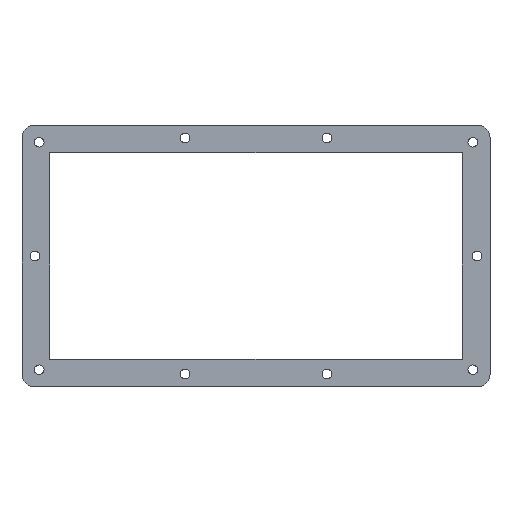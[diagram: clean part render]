
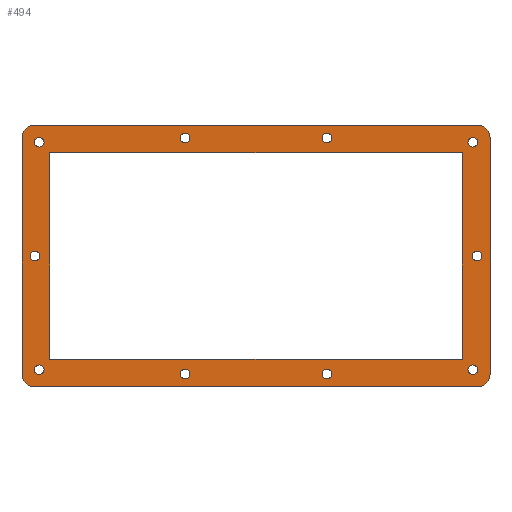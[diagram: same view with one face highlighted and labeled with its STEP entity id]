
A CAD part, top view. The second image highlights one B-rep face of the part: STEP entity #494.
In plain terms, the highlighted planar face has unit normal (0, 0, 1).
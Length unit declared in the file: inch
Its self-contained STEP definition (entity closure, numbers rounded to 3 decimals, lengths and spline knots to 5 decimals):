
#22=LINE('',#762,#50);
#25=LINE('',#767,#53);
#27=LINE('',#772,#55);
#31=LINE('',#781,#59);
#34=LINE('',#789,#62);
#37=LINE('',#797,#65);
#39=LINE('',#803,#67);
#41=LINE('',#806,#69);
#50=VECTOR('',#631,6.);
#53=VECTOR('',#636,12.);
#55=VECTOR('',#640,12.875);
#59=VECTOR('',#650,6.875);
#62=VECTOR('',#659,12.875);
#65=VECTOR('',#668,6.875);
#67=VECTOR('',#676,6.);
#69=VECTOR('',#680,12.);
#79=PLANE('',#548);
#101=FACE_BOUND('',#181,.T.);
#102=FACE_BOUND('',#182,.T.);
#103=FACE_BOUND('',#183,.T.);
#104=FACE_BOUND('',#184,.T.);
#105=FACE_BOUND('',#185,.T.);
#106=FACE_BOUND('',#186,.T.);
#107=FACE_BOUND('',#187,.T.);
#108=FACE_BOUND('',#188,.T.);
#109=FACE_BOUND('',#189,.T.);
#110=FACE_BOUND('',#190,.T.);
#111=FACE_BOUND('',#191,.T.);
#135=FACE_OUTER_BOUND('',#180,.T.);
#180=EDGE_LOOP('',(#410,#411,#412,#413,#414,#415,#416,#417));
#181=EDGE_LOOP('',(#418));
#182=EDGE_LOOP('',(#419));
#183=EDGE_LOOP('',(#420));
#184=EDGE_LOOP('',(#421));
#185=EDGE_LOOP('',(#422));
#186=EDGE_LOOP('',(#423));
#187=EDGE_LOOP('',(#424,#425,#426,#427));
#188=EDGE_LOOP('',(#428));
#189=EDGE_LOOP('',(#429));
#190=EDGE_LOOP('',(#430));
#191=EDGE_LOOP('',(#431));
#193=CIRCLE('',#499,0.14063);
#195=CIRCLE('',#502,0.14063);
#197=CIRCLE('',#505,0.14063);
#199=CIRCLE('',#508,0.14063);
#201=CIRCLE('',#511,0.14063);
#203=CIRCLE('',#514,0.14063);
#212=CIRCLE('',#525,0.14063);
#213=CIRCLE('',#527,0.14063);
#214=CIRCLE('',#529,0.14063);
#215=CIRCLE('',#531,0.14063);
#216=CIRCLE('',#536,0.375);
#217=CIRCLE('',#539,0.375);
#218=CIRCLE('',#542,0.375);
#219=CIRCLE('',#545,0.375);
#221=VERTEX_POINT('',#687);
#223=VERTEX_POINT('',#692);
#225=VERTEX_POINT('',#697);
#227=VERTEX_POINT('',#702);
#229=VERTEX_POINT('',#707);
#231=VERTEX_POINT('',#712);
#248=VERTEX_POINT('',#748);
#249=VERTEX_POINT('',#751);
#250=VERTEX_POINT('',#754);
#251=VERTEX_POINT('',#757);
#252=VERTEX_POINT('',#760);
#253=VERTEX_POINT('',#761);
#254=VERTEX_POINT('',#766);
#255=VERTEX_POINT('',#770);
#256=VERTEX_POINT('',#771);
#257=VERTEX_POINT('',#776);
#258=VERTEX_POINT('',#780);
#259=VERTEX_POINT('',#784);
#260=VERTEX_POINT('',#788);
#261=VERTEX_POINT('',#792);
#262=VERTEX_POINT('',#796);
#263=VERTEX_POINT('',#802);
#265=EDGE_CURVE('',#221,#221,#193,.T.);
#267=EDGE_CURVE('',#223,#223,#195,.T.);
#269=EDGE_CURVE('',#225,#225,#197,.T.);
#271=EDGE_CURVE('',#227,#227,#199,.T.);
#273=EDGE_CURVE('',#229,#229,#201,.T.);
#275=EDGE_CURVE('',#231,#231,#203,.T.);
#292=EDGE_CURVE('',#248,#248,#212,.T.);
#293=EDGE_CURVE('',#249,#249,#213,.T.);
#294=EDGE_CURVE('',#250,#250,#214,.T.);
#295=EDGE_CURVE('',#251,#251,#215,.T.);
#296=EDGE_CURVE('',#252,#253,#22,.T.);
#299=EDGE_CURVE('',#253,#254,#25,.T.);
#301=EDGE_CURVE('',#255,#256,#27,.T.);
#304=EDGE_CURVE('',#256,#257,#216,.T.);
#306=EDGE_CURVE('',#257,#258,#31,.T.);
#308=EDGE_CURVE('',#258,#259,#217,.T.);
#310=EDGE_CURVE('',#259,#260,#34,.T.);
#312=EDGE_CURVE('',#260,#261,#218,.T.);
#314=EDGE_CURVE('',#261,#262,#37,.T.);
#316=EDGE_CURVE('',#262,#255,#219,.T.);
#317=EDGE_CURVE('',#254,#263,#39,.T.);
#319=EDGE_CURVE('',#263,#252,#41,.T.);
#410=ORIENTED_EDGE('',*,*,#301,.F.);
#411=ORIENTED_EDGE('',*,*,#316,.F.);
#412=ORIENTED_EDGE('',*,*,#314,.F.);
#413=ORIENTED_EDGE('',*,*,#312,.F.);
#414=ORIENTED_EDGE('',*,*,#310,.F.);
#415=ORIENTED_EDGE('',*,*,#308,.F.);
#416=ORIENTED_EDGE('',*,*,#306,.F.);
#417=ORIENTED_EDGE('',*,*,#304,.F.);
#418=ORIENTED_EDGE('',*,*,#265,.T.);
#419=ORIENTED_EDGE('',*,*,#267,.T.);
#420=ORIENTED_EDGE('',*,*,#269,.T.);
#421=ORIENTED_EDGE('',*,*,#271,.T.);
#422=ORIENTED_EDGE('',*,*,#273,.T.);
#423=ORIENTED_EDGE('',*,*,#275,.T.);
#424=ORIENTED_EDGE('',*,*,#299,.F.);
#425=ORIENTED_EDGE('',*,*,#296,.F.);
#426=ORIENTED_EDGE('',*,*,#319,.F.);
#427=ORIENTED_EDGE('',*,*,#317,.F.);
#428=ORIENTED_EDGE('',*,*,#292,.T.);
#429=ORIENTED_EDGE('',*,*,#293,.T.);
#430=ORIENTED_EDGE('',*,*,#294,.T.);
#431=ORIENTED_EDGE('',*,*,#295,.T.);
#494=ADVANCED_FACE('',(#135,#101,#102,#103,#104,#105,#106,#107,#108,#109,
#110,#111),#79,.T.);
#499=AXIS2_PLACEMENT_3D('',#688,#555,#556);
#502=AXIS2_PLACEMENT_3D('',#693,#561,#562);
#505=AXIS2_PLACEMENT_3D('',#698,#567,#568);
#508=AXIS2_PLACEMENT_3D('',#703,#573,#574);
#511=AXIS2_PLACEMENT_3D('',#708,#579,#580);
#514=AXIS2_PLACEMENT_3D('',#713,#585,#586);
#525=AXIS2_PLACEMENT_3D('',#749,#615,#616);
#527=AXIS2_PLACEMENT_3D('',#752,#619,#620);
#529=AXIS2_PLACEMENT_3D('',#755,#623,#624);
#531=AXIS2_PLACEMENT_3D('',#758,#627,#628);
#536=AXIS2_PLACEMENT_3D('',#777,#645,#646);
#539=AXIS2_PLACEMENT_3D('',#785,#654,#655);
#542=AXIS2_PLACEMENT_3D('',#793,#663,#664);
#545=AXIS2_PLACEMENT_3D('',#800,#672,#673);
#548=AXIS2_PLACEMENT_3D('',#807,#681,#682);
#555=DIRECTION('center_axis',(0.,0.,-1.));
#556=DIRECTION('ref_axis',(-1.,0.,0.));
#561=DIRECTION('center_axis',(0.,0.,-1.));
#562=DIRECTION('ref_axis',(-1.,0.,0.));
#567=DIRECTION('center_axis',(0.,0.,-1.));
#568=DIRECTION('ref_axis',(-1.,0.,0.));
#573=DIRECTION('center_axis',(0.,0.,-1.));
#574=DIRECTION('ref_axis',(-1.,0.,0.));
#579=DIRECTION('center_axis',(0.,0.,-1.));
#580=DIRECTION('ref_axis',(-1.,0.,0.));
#585=DIRECTION('center_axis',(0.,0.,-1.));
#586=DIRECTION('ref_axis',(-1.,0.,0.));
#615=DIRECTION('center_axis',(0.,0.,-1.));
#616=DIRECTION('ref_axis',(-1.,0.,0.));
#619=DIRECTION('center_axis',(0.,0.,-1.));
#620=DIRECTION('ref_axis',(-1.,0.,0.));
#623=DIRECTION('center_axis',(0.,0.,-1.));
#624=DIRECTION('ref_axis',(-1.,0.,0.));
#627=DIRECTION('center_axis',(0.,0.,-1.));
#628=DIRECTION('ref_axis',(-1.,0.,0.));
#631=DIRECTION('',(0.,1.,0.));
#636=DIRECTION('',(-1.,0.,0.));
#640=DIRECTION('',(1.,0.,0.));
#645=DIRECTION('center_axis',(0.,0.,-1.));
#646=DIRECTION('ref_axis',(-1.,0.,0.));
#650=DIRECTION('',(0.,-1.,0.));
#654=DIRECTION('center_axis',(0.,0.,-1.));
#655=DIRECTION('ref_axis',(0.,1.,0.));
#659=DIRECTION('',(-1.,0.,0.));
#663=DIRECTION('center_axis',(0.,0.,-1.));
#664=DIRECTION('ref_axis',(1.,0.,0.));
#668=DIRECTION('',(0.,1.,0.));
#672=DIRECTION('center_axis',(0.,0.,-1.));
#673=DIRECTION('ref_axis',(0.,-1.,0.));
#676=DIRECTION('',(0.,-1.,0.));
#680=DIRECTION('',(1.,0.,0.));
#681=DIRECTION('center_axis',(0.,0.,1.));
#682=DIRECTION('ref_axis',(1.,0.,0.));
#687=CARTESIAN_POINT('',(-1.92188,3.4375,0.125));
#688=CARTESIAN_POINT('Origin',(-2.0625,3.4375,0.125));
#692=CARTESIAN_POINT('',(-1.92188,-3.4375,0.125));
#693=CARTESIAN_POINT('Origin',(-2.0625,-3.4375,0.125));
#697=CARTESIAN_POINT('',(-6.29688,0.,0.125));
#698=CARTESIAN_POINT('Origin',(-6.4375,0.,0.125));
#702=CARTESIAN_POINT('',(6.57813,0.,0.125));
#703=CARTESIAN_POINT('Origin',(6.4375,0.,0.125));
#707=CARTESIAN_POINT('',(2.20313,-3.4375,0.125));
#708=CARTESIAN_POINT('Origin',(2.0625,-3.4375,0.125));
#712=CARTESIAN_POINT('',(2.20313,3.4375,0.125));
#713=CARTESIAN_POINT('Origin',(2.0625,3.4375,0.125));
#748=CARTESIAN_POINT('',(-6.17188,3.3125,0.125));
#749=CARTESIAN_POINT('Origin',(-6.3125,3.3125,0.125));
#751=CARTESIAN_POINT('',(-6.17188,-3.3125,0.125));
#752=CARTESIAN_POINT('Origin',(-6.3125,-3.3125,0.125));
#754=CARTESIAN_POINT('',(6.45313,-3.3125,0.125));
#755=CARTESIAN_POINT('Origin',(6.3125,-3.3125,0.125));
#757=CARTESIAN_POINT('',(6.45313,3.3125,0.125));
#758=CARTESIAN_POINT('Origin',(6.3125,3.3125,0.125));
#760=CARTESIAN_POINT('',(6.,-3.,0.125));
#761=CARTESIAN_POINT('',(6.,3.,0.125));
#762=CARTESIAN_POINT('',(6.,-3.,0.125));
#766=CARTESIAN_POINT('',(-6.,3.,0.125));
#767=CARTESIAN_POINT('',(-5.375,3.,0.125));
#770=CARTESIAN_POINT('',(-6.4375,3.8125,0.125));
#771=CARTESIAN_POINT('',(6.4375,3.8125,0.125));
#772=CARTESIAN_POINT('',(5.75,3.8125,0.125));
#776=CARTESIAN_POINT('',(6.8125,3.4375,0.125));
#777=CARTESIAN_POINT('Origin',(6.4375,3.4375,0.125));
#780=CARTESIAN_POINT('',(6.8125,-3.4375,0.125));
#781=CARTESIAN_POINT('',(6.8125,3.4375,0.125));
#784=CARTESIAN_POINT('',(6.4375,-3.8125,0.125));
#785=CARTESIAN_POINT('Origin',(6.4375,-3.4375,0.125));
#788=CARTESIAN_POINT('',(-6.4375,-3.8125,0.125));
#789=CARTESIAN_POINT('',(6.4375,-3.8125,0.125));
#792=CARTESIAN_POINT('',(-6.8125,-3.4375,0.125));
#793=CARTESIAN_POINT('Origin',(-6.4375,-3.4375,0.125));
#796=CARTESIAN_POINT('',(-6.8125,3.4375,0.125));
#797=CARTESIAN_POINT('',(-6.8125,-3.4375,0.125));
#800=CARTESIAN_POINT('Origin',(-6.4375,3.4375,0.125));
#802=CARTESIAN_POINT('',(-6.,-3.,0.125));
#803=CARTESIAN_POINT('',(-6.,3.,0.125));
#806=CARTESIAN_POINT('',(-6.,-3.,0.125));
#807=CARTESIAN_POINT('Origin',(0.,-1.19586,0.125));
